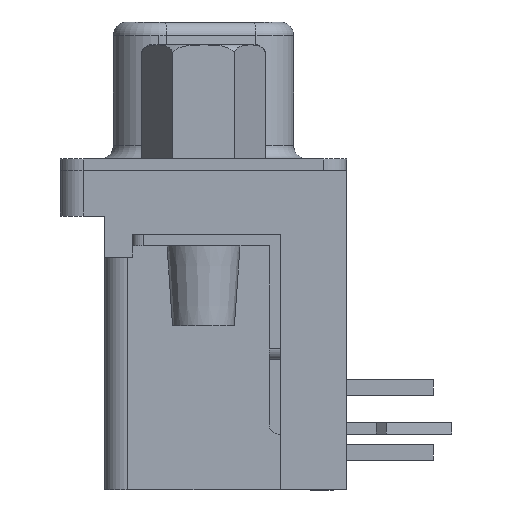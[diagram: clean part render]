
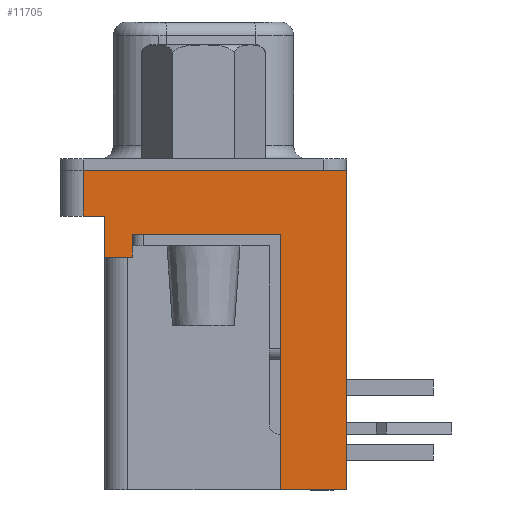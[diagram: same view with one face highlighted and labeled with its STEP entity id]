
A CAD part, left-side view. The second image highlights one B-rep face of the part: STEP entity #11705.
In plain terms, the highlighted planar face has unit normal (-1, 0, 0).
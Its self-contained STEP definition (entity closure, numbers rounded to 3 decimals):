
#1364 = CARTESIAN_POINT ( 'NONE',  ( -26.52, -3.375, -2.8 ) ) ;
#1370 = CARTESIAN_POINT ( 'NONE',  ( -26.52, -3.375, -14. ) ) ;
#1376 = DIRECTION ( 'NONE',  ( 0., 0., -1. ) ) ;
#1377 = VECTOR ( 'NONE', #1376, 1000. ) ;
#1378 = CARTESIAN_POINT ( 'NONE',  ( -26.52, -3.375, -14. ) ) ;
#1379 = LINE ( 'NONE', #1378, #1377 ) ;
#2071 = CARTESIAN_POINT ( 'NONE',  ( -26.52, 5.275, 0. ) ) ;
#2072 = LINE ( 'NONE', #2133, #2132 ) ;
#2131 = DIRECTION ( 'NONE',  ( 0., 0., 1. ) ) ;
#2132 = VECTOR ( 'NONE', #2131, 1000. ) ;
#2133 = CARTESIAN_POINT ( 'NONE',  ( -26.52, 5.275, -14. ) ) ;
#2305 = EDGE_CURVE ( 'NONE', #2314, #2310, #1379, .T. ) ;
#2310 = VERTEX_POINT ( 'NONE', #1370 ) ;
#2314 = VERTEX_POINT ( 'NONE', #1364 ) ;
#3886 = CARTESIAN_POINT ( 'NONE',  ( -26.52, -6.275, -14. ) ) ;
#3887 = CARTESIAN_POINT ( 'NONE',  ( -26.52, -6.275, -14. ) ) ;
#3888 = LINE ( 'NONE', #3886, #3947 ) ;
#3889 = DIRECTION ( 'NONE',  ( 0., 1., 0. ) ) ;
#3890 = VECTOR ( 'NONE', #3889, 1000. ) ;
#3891 = CARTESIAN_POINT ( 'NONE',  ( -26.52, 5.275, -14. ) ) ;
#3892 = LINE ( 'NONE', #3891, #3890 ) ;
#3893 = DIRECTION ( 'NONE',  ( 0., -1., 0. ) ) ;
#3894 = VECTOR ( 'NONE', #3893, 1000. ) ;
#3895 = CARTESIAN_POINT ( 'NONE',  ( -26.52, 3.125, -2.8 ) ) ;
#3896 = LINE ( 'NONE', #3895, #3894 ) ;
#3897 = CARTESIAN_POINT ( 'NONE',  ( -26.52, 3.125, -2.8 ) ) ;
#3898 = DIRECTION ( 'NONE',  ( 0., 0., 1. ) ) ;
#3899 = VECTOR ( 'NONE', #3898, 1000. ) ;
#3900 = CARTESIAN_POINT ( 'NONE',  ( -26.52, 3.125, -3.8 ) ) ;
#3901 = LINE ( 'NONE', #3900, #3899 ) ;
#3918 = LINE ( 'NONE', #3980, #3979 ) ;
#3919 = CARTESIAN_POINT ( 'NONE',  ( -26.52, 4.325, -3.8 ) ) ;
#3920 = DIRECTION ( 'NONE',  ( 0., 0., -1. ) ) ;
#3921 = VECTOR ( 'NONE', #3920, 1000. ) ;
#3922 = CARTESIAN_POINT ( 'NONE',  ( -26.52, 4.325, -2. ) ) ;
#3923 = LINE ( 'NONE', #3922, #3921 ) ;
#3924 = CARTESIAN_POINT ( 'NONE',  ( -26.52, 4.325, -2. ) ) ;
#3925 = DIRECTION ( 'NONE',  ( 0., 1., 0. ) ) ;
#3926 = VECTOR ( 'NONE', #3925, 1000. ) ;
#3927 = CARTESIAN_POINT ( 'NONE',  ( -26.52, 5.275, -2. ) ) ;
#3928 = LINE ( 'NONE', #3927, #3926 ) ;
#3929 = DIRECTION ( 'NONE',  ( 0., 0., -1. ) ) ;
#3930 = DIRECTION ( 'NONE',  ( 1., 0., 0. ) ) ;
#3931 = CARTESIAN_POINT ( 'NONE',  ( -26.52, 5.275, -14. ) ) ;
#3932 = AXIS2_PLACEMENT_3D ( 'NONE', #3931, #3930, #3929 ) ;
#3933 = PLANE ( 'NONE',  #3932 ) ;
#3934 = FACE_OUTER_BOUND ( 'NONE', #11706, .T. ) ;
#3945 = CARTESIAN_POINT ( 'NONE',  ( -26.52, -6.275, 0. ) ) ;
#3946 = DIRECTION ( 'NONE',  ( 0., 0., 1. ) ) ;
#3947 = VECTOR ( 'NONE', #3946, 1000. ) ;
#3977 = CARTESIAN_POINT ( 'NONE',  ( -26.52, 3.125, -3.8 ) ) ;
#3978 = DIRECTION ( 'NONE',  ( 0., -1., 0. ) ) ;
#3979 = VECTOR ( 'NONE', #3978, 1000. ) ;
#3980 = CARTESIAN_POINT ( 'NONE',  ( -26.52, 4.325, -3.8 ) ) ;
#4019 = DIRECTION ( 'NONE',  ( 0., 1., 0. ) ) ;
#4020 = VECTOR ( 'NONE', #4019, 1000. ) ;
#4021 = CARTESIAN_POINT ( 'NONE',  ( -26.52, 5.275, 0. ) ) ;
#4022 = LINE ( 'NONE', #4021, #4020 ) ;
#9933 = CARTESIAN_POINT ( 'NONE',  ( -26.52, 5.275, -2. ) ) ;
#10719 = VERTEX_POINT ( 'NONE', #2071 ) ;
#10720 = EDGE_CURVE ( 'NONE', #15235, #10719, #2072, .T. ) ;
#11687 = ORIENTED_EDGE ( 'NONE', *, *, #11688, .T. ) ;
#11688 = EDGE_CURVE ( 'NONE', #11715, #11689, #3901, .T. ) ;
#11689 = VERTEX_POINT ( 'NONE', #3897 ) ;
#11690 = ORIENTED_EDGE ( 'NONE', *, *, #11691, .T. ) ;
#11691 = EDGE_CURVE ( 'NONE', #11689, #2314, #3896, .T. ) ;
#11692 = ORIENTED_EDGE ( 'NONE', *, *, #2305, .T. ) ;
#11693 = ORIENTED_EDGE ( 'NONE', *, *, #11694, .F. ) ;
#11694 = EDGE_CURVE ( 'NONE', #11695, #2310, #3892, .T. ) ;
#11695 = VERTEX_POINT ( 'NONE', #3887 ) ;
#11696 = ORIENTED_EDGE ( 'NONE', *, *, #11697, .T. ) ;
#11697 = EDGE_CURVE ( 'NONE', #11695, #11698, #3888, .T. ) ;
#11698 = VERTEX_POINT ( 'NONE', #3945 ) ;
#11699 = ORIENTED_EDGE ( 'NONE', *, *, #11762, .T. ) ;
#11705 = ADVANCED_FACE ( 'NONE', ( #3934 ), #3933, .F. ) ;
#11706 = EDGE_LOOP ( 'NONE', ( #11707, #11710, #11713, #11687, #11690, #11692, #11693, #11696, #11699, #11763 ) ) ;
#11707 = ORIENTED_EDGE ( 'NONE', *, *, #11708, .F. ) ;
#11708 = EDGE_CURVE ( 'NONE', #11709, #15235, #3928, .T. ) ;
#11709 = VERTEX_POINT ( 'NONE', #3924 ) ;
#11710 = ORIENTED_EDGE ( 'NONE', *, *, #11711, .T. ) ;
#11711 = EDGE_CURVE ( 'NONE', #11709, #11712, #3923, .T. ) ;
#11712 = VERTEX_POINT ( 'NONE', #3919 ) ;
#11713 = ORIENTED_EDGE ( 'NONE', *, *, #11714, .T. ) ;
#11714 = EDGE_CURVE ( 'NONE', #11712, #11715, #3918, .T. ) ;
#11715 = VERTEX_POINT ( 'NONE', #3977 ) ;
#11762 = EDGE_CURVE ( 'NONE', #11698, #10719, #4022, .T. ) ;
#11763 = ORIENTED_EDGE ( 'NONE', *, *, #10720, .F. ) ;
#15235 = VERTEX_POINT ( 'NONE', #9933 ) ;
